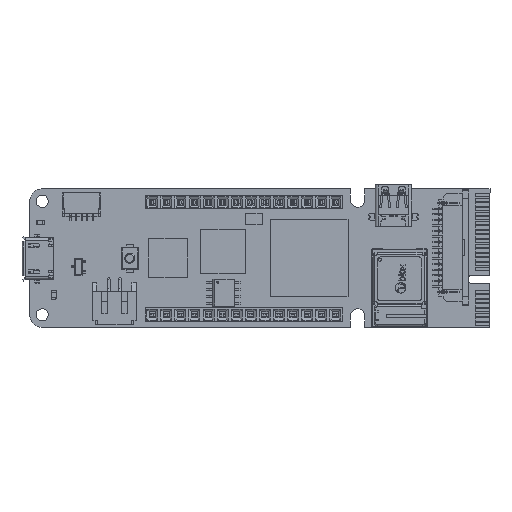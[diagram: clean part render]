
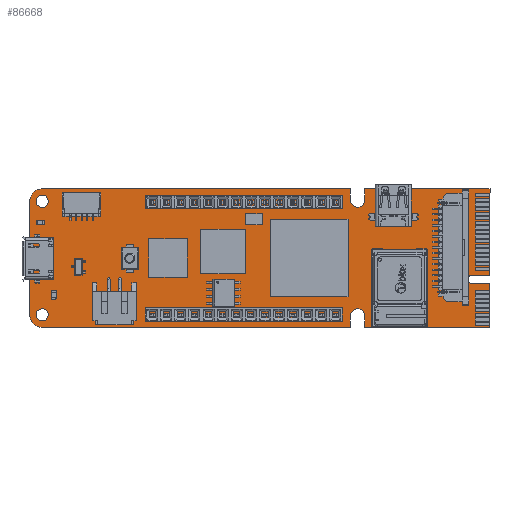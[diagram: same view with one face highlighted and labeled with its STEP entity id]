
A CAD part, top view. The second image highlights one B-rep face of the part: STEP entity #86668.
In plain terms, the highlighted planar face has unit normal (0, 0, 1).
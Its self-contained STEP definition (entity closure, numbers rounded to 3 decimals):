
#410=FACE_BOUND('',#11951,.T.);
#411=FACE_BOUND('',#11952,.T.);
#2691=PLANE('',#92528);
#7050=FACE_OUTER_BOUND('',#11950,.T.);
#11950=EDGE_LOOP('',(#67848,#67849,#67850,#67851,#67852,#67853,#67854,#67855,
#67856,#67857,#67858,#67859,#67860,#67861,#67862,#67863,#67864,#67865,#67866,
#67867));
#11951=EDGE_LOOP('',(#67868));
#11952=EDGE_LOOP('',(#67869));
#18853=LINE('',#129781,#29664);
#18858=LINE('',#129795,#29669);
#18861=LINE('',#129801,#29672);
#18865=LINE('',#129813,#29676);
#18868=LINE('',#129819,#29679);
#18871=LINE('',#129825,#29682);
#18874=LINE('',#129831,#29685);
#18880=LINE('',#129855,#29691);
#18883=LINE('',#129861,#29694);
#18886=LINE('',#129867,#29697);
#18889=LINE('',#129873,#29700);
#18893=LINE('',#129885,#29704);
#18896=LINE('',#129891,#29707);
#29664=VECTOR('',#105190,10.);
#29669=VECTOR('',#105203,10.);
#29672=VECTOR('',#105208,10.);
#29676=VECTOR('',#105220,10.);
#29679=VECTOR('',#105225,10.);
#29682=VECTOR('',#105230,10.);
#29685=VECTOR('',#105235,10.);
#29691=VECTOR('',#105261,10.);
#29694=VECTOR('',#105266,10.);
#29697=VECTOR('',#105271,10.);
#29700=VECTOR('',#105276,10.);
#29704=VECTOR('',#105288,10.);
#29707=VECTOR('',#105293,10.);
#37309=CIRCLE('',#92490,1.103);
#37311=CIRCLE('',#92493,1.103);
#37312=CIRCLE('',#92496,2.246);
#37314=CIRCLE('',#92501,1.298);
#37316=CIRCLE('',#92508,0.749);
#37318=CIRCLE('',#92511,0.749);
#37320=CIRCLE('',#92514,0.749);
#37322=CIRCLE('',#92521,1.298);
#37324=CIRCLE('',#92526,2.246);
#41068=VERTEX_POINT('',#129769);
#41070=VERTEX_POINT('',#129775);
#41071=VERTEX_POINT('',#129779);
#41072=VERTEX_POINT('',#129780);
#41075=VERTEX_POINT('',#129788);
#41077=VERTEX_POINT('',#129794);
#41079=VERTEX_POINT('',#129800);
#41081=VERTEX_POINT('',#129806);
#41083=VERTEX_POINT('',#129812);
#41085=VERTEX_POINT('',#129818);
#41087=VERTEX_POINT('',#129824);
#41089=VERTEX_POINT('',#129830);
#41091=VERTEX_POINT('',#129836);
#41093=VERTEX_POINT('',#129842);
#41095=VERTEX_POINT('',#129848);
#41097=VERTEX_POINT('',#129854);
#41099=VERTEX_POINT('',#129860);
#41101=VERTEX_POINT('',#129866);
#41103=VERTEX_POINT('',#129872);
#41105=VERTEX_POINT('',#129878);
#41107=VERTEX_POINT('',#129884);
#41109=VERTEX_POINT('',#129890);
#50674=EDGE_CURVE('',#41068,#41068,#37309,.T.);
#50677=EDGE_CURVE('',#41070,#41070,#37311,.T.);
#50678=EDGE_CURVE('',#41071,#41072,#18853,.T.);
#50682=EDGE_CURVE('',#41071,#41075,#37312,.T.);
#50685=EDGE_CURVE('',#41077,#41075,#18858,.T.);
#50688=EDGE_CURVE('',#41079,#41077,#18861,.T.);
#50691=EDGE_CURVE('',#41081,#41079,#37314,.T.);
#50694=EDGE_CURVE('',#41083,#41081,#18865,.T.);
#50697=EDGE_CURVE('',#41085,#41083,#18868,.T.);
#50700=EDGE_CURVE('',#41087,#41085,#18871,.T.);
#50703=EDGE_CURVE('',#41089,#41087,#18874,.T.);
#50706=EDGE_CURVE('',#41091,#41089,#37316,.T.);
#50709=EDGE_CURVE('',#41093,#41091,#37318,.T.);
#50712=EDGE_CURVE('',#41095,#41093,#37320,.T.);
#50715=EDGE_CURVE('',#41097,#41095,#18880,.T.);
#50718=EDGE_CURVE('',#41099,#41097,#18883,.T.);
#50721=EDGE_CURVE('',#41101,#41099,#18886,.T.);
#50724=EDGE_CURVE('',#41103,#41101,#18889,.T.);
#50727=EDGE_CURVE('',#41105,#41103,#37322,.T.);
#50730=EDGE_CURVE('',#41107,#41105,#18893,.T.);
#50733=EDGE_CURVE('',#41109,#41107,#18896,.T.);
#50736=EDGE_CURVE('',#41109,#41072,#37324,.T.);
#67848=ORIENTED_EDGE('',*,*,#50736,.T.);
#67849=ORIENTED_EDGE('',*,*,#50678,.F.);
#67850=ORIENTED_EDGE('',*,*,#50682,.T.);
#67851=ORIENTED_EDGE('',*,*,#50685,.F.);
#67852=ORIENTED_EDGE('',*,*,#50688,.F.);
#67853=ORIENTED_EDGE('',*,*,#50691,.F.);
#67854=ORIENTED_EDGE('',*,*,#50694,.F.);
#67855=ORIENTED_EDGE('',*,*,#50697,.F.);
#67856=ORIENTED_EDGE('',*,*,#50700,.F.);
#67857=ORIENTED_EDGE('',*,*,#50703,.F.);
#67858=ORIENTED_EDGE('',*,*,#50706,.F.);
#67859=ORIENTED_EDGE('',*,*,#50709,.F.);
#67860=ORIENTED_EDGE('',*,*,#50712,.F.);
#67861=ORIENTED_EDGE('',*,*,#50715,.F.);
#67862=ORIENTED_EDGE('',*,*,#50718,.F.);
#67863=ORIENTED_EDGE('',*,*,#50721,.F.);
#67864=ORIENTED_EDGE('',*,*,#50724,.F.);
#67865=ORIENTED_EDGE('',*,*,#50727,.F.);
#67866=ORIENTED_EDGE('',*,*,#50730,.F.);
#67867=ORIENTED_EDGE('',*,*,#50733,.F.);
#67868=ORIENTED_EDGE('',*,*,#50677,.T.);
#67869=ORIENTED_EDGE('',*,*,#50674,.T.);
#86668=ADVANCED_FACE('',(#7050,#410,#411),#2691,.T.);
#92490=AXIS2_PLACEMENT_3D('',#129771,#105179,#105180);
#92493=AXIS2_PLACEMENT_3D('',#129777,#105186,#105187);
#92496=AXIS2_PLACEMENT_3D('',#129789,#105196,#105197);
#92501=AXIS2_PLACEMENT_3D('',#129807,#105213,#105214);
#92508=AXIS2_PLACEMENT_3D('',#129837,#105240,#105241);
#92511=AXIS2_PLACEMENT_3D('',#129843,#105247,#105248);
#92514=AXIS2_PLACEMENT_3D('',#129849,#105254,#105255);
#92521=AXIS2_PLACEMENT_3D('',#129879,#105281,#105282);
#92526=AXIS2_PLACEMENT_3D('',#129896,#105298,#105299);
#92528=AXIS2_PLACEMENT_3D('',#129898,#105302,#105303);
#105179=DIRECTION('center_axis',(0.,0.,-1.));
#105180=DIRECTION('ref_axis',(1.,0.,0.));
#105186=DIRECTION('center_axis',(0.,0.,-1.));
#105187=DIRECTION('ref_axis',(-1.,0.,0.));
#105190=DIRECTION('',(0.,1.,0.));
#105196=DIRECTION('center_axis',(0.,0.,1.));
#105197=DIRECTION('ref_axis',(-1.,0.,0.));
#105203=DIRECTION('',(-1.,0.,0.));
#105208=DIRECTION('',(0.,-1.,0.));
#105213=DIRECTION('center_axis',(0.,0.,1.));
#105214=DIRECTION('ref_axis',(1.,0.,0.));
#105220=DIRECTION('',(0.,1.,0.));
#105225=DIRECTION('',(-1.,0.,0.));
#105230=DIRECTION('',(0.,-1.,0.));
#105235=DIRECTION('',(1.,0.,0.));
#105240=DIRECTION('center_axis',(0.,0.,1.));
#105241=DIRECTION('ref_axis',(0.002,1.,0.));
#105247=DIRECTION('center_axis',(0.,0.,1.));
#105248=DIRECTION('ref_axis',(0.,1.,0.));
#105254=DIRECTION('center_axis',(0.,0.,1.));
#105255=DIRECTION('ref_axis',(0.002,1.,0.));
#105261=DIRECTION('',(-1.,0.,0.));
#105266=DIRECTION('',(0.,-1.,0.));
#105271=DIRECTION('',(1.,0.,0.));
#105276=DIRECTION('',(0.,1.,0.));
#105281=DIRECTION('center_axis',(0.,0.,1.));
#105282=DIRECTION('ref_axis',(-1.,0.,0.));
#105288=DIRECTION('',(0.,-1.,0.));
#105293=DIRECTION('',(1.,0.,0.));
#105298=DIRECTION('center_axis',(0.,0.,1.));
#105299=DIRECTION('ref_axis',(0.,1.,0.));
#105302=DIRECTION('center_axis',(0.,0.,1.));
#105303=DIRECTION('ref_axis',(1.,0.,0.));
#129769=CARTESIAN_POINT('',(-33.834,9.958,-1.));
#129771=CARTESIAN_POINT('Origin',(-32.731,9.958,-1.));
#129775=CARTESIAN_POINT('',(-31.628,-10.506,-1.));
#129777=CARTESIAN_POINT('Origin',(-32.731,-10.506,-1.));
#129779=CARTESIAN_POINT('',(-34.977,-10.506,-1.));
#129780=CARTESIAN_POINT('',(-34.977,9.958,-1.));
#129781=CARTESIAN_POINT('',(-34.977,-10.506,-1.));
#129788=CARTESIAN_POINT('',(-32.731,-12.752,-1.));
#129789=CARTESIAN_POINT('Origin',(-32.731,-10.506,-1.));
#129794=CARTESIAN_POINT('',(22.869,-12.752,-1.));
#129795=CARTESIAN_POINT('',(22.869,-12.752,-1.));
#129800=CARTESIAN_POINT('',(22.869,-10.701,-1.));
#129801=CARTESIAN_POINT('',(22.869,-10.701,-1.));
#129806=CARTESIAN_POINT('',(25.464,-10.701,-1.));
#129807=CARTESIAN_POINT('Origin',(24.166,-10.701,-1.));
#129812=CARTESIAN_POINT('',(25.464,-12.752,-1.));
#129813=CARTESIAN_POINT('',(25.464,-12.752,-1.));
#129818=CARTESIAN_POINT('',(48.023,-12.752,-1.));
#129819=CARTESIAN_POINT('',(48.023,-12.752,-1.));
#129824=CARTESIAN_POINT('',(48.023,-4.866,-1.));
#129825=CARTESIAN_POINT('',(48.023,-4.866,-1.));
#129830=CARTESIAN_POINT('',(44.781,-4.866,-1.));
#129831=CARTESIAN_POINT('',(44.781,-4.866,-1.));
#129836=CARTESIAN_POINT('',(44.779,-4.866,-1.));
#129837=CARTESIAN_POINT('Origin',(44.779,-4.117,-1.));
#129842=CARTESIAN_POINT('',(44.779,-3.368,-1.));
#129843=CARTESIAN_POINT('Origin',(44.779,-4.117,-1.));
#129848=CARTESIAN_POINT('',(44.781,-3.368,-1.));
#129849=CARTESIAN_POINT('Origin',(44.779,-4.117,-1.));
#129854=CARTESIAN_POINT('',(48.023,-3.368,-1.));
#129855=CARTESIAN_POINT('',(48.023,-3.368,-1.));
#129860=CARTESIAN_POINT('',(48.023,12.203,-1.));
#129861=CARTESIAN_POINT('',(48.023,12.203,-1.));
#129866=CARTESIAN_POINT('',(25.464,12.203,-1.));
#129867=CARTESIAN_POINT('',(25.464,12.203,-1.));
#129872=CARTESIAN_POINT('',(25.464,10.157,-1.));
#129873=CARTESIAN_POINT('',(25.464,10.157,-1.));
#129878=CARTESIAN_POINT('',(22.869,10.157,-1.));
#129879=CARTESIAN_POINT('Origin',(24.166,10.157,-1.));
#129884=CARTESIAN_POINT('',(22.869,12.203,-1.));
#129885=CARTESIAN_POINT('',(22.869,12.203,-1.));
#129890=CARTESIAN_POINT('',(-32.731,12.203,-1.));
#129891=CARTESIAN_POINT('',(-32.731,12.203,-1.));
#129896=CARTESIAN_POINT('Origin',(-32.731,9.958,-1.));
#129898=CARTESIAN_POINT('Origin',(6.523,-0.274,-1.));
